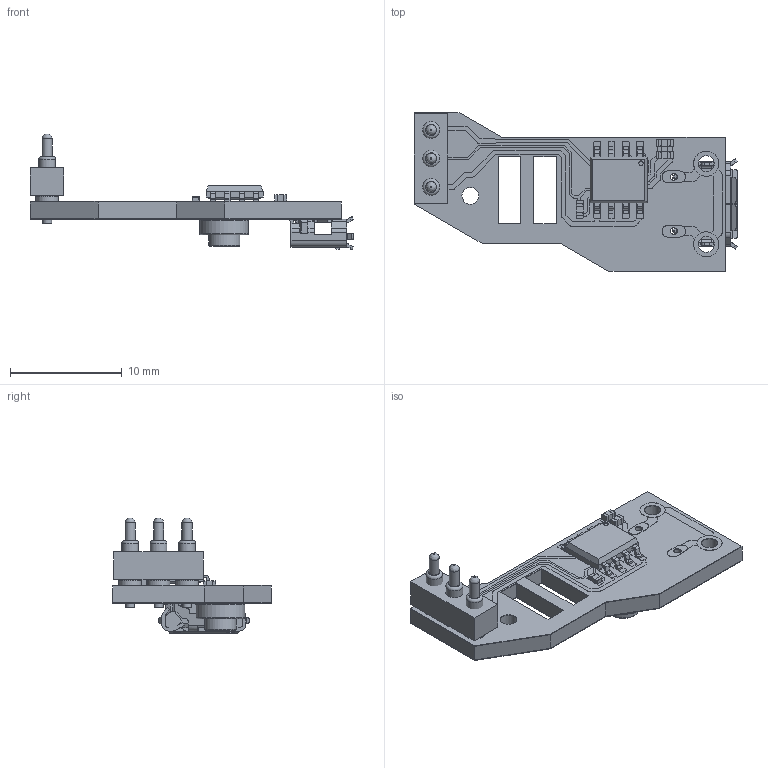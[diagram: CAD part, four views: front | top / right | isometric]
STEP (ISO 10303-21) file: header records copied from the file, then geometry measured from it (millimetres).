
FILE_DESCRIPTION(/* description */ (''),/* implementation_level */ '2;1');
FILE_NAME(/* name */ 'user_prog_jig_pcb v16.step',/* time_stamp */ '2022-04-21T18:17:34+08:00',/* author */ (''),/* organization */ (''),/* preprocessor_version */ 'ST-DEVELOPER v18.1',/* originating_system */ 'Autodesk Translation Framework v10.14.0.1471',/* authorisation */ '');
FILE_SCHEMA (('AUTOMOTIVE_DESIGN { 1 0 10303 214 3 1 1 }'));
Products named in the file (19): user_prog_jig_pcb; Board; 1-soldermask; 16-soldermask; Packages; M2X2.4SMT_STANDOFF; CAPC1005X60; 1X3_POGO_PIN_HOLDER; pogoPinv1 v7; pogoPin; pinHolder; CH330N; Model; ZX62D-B-5PA8; microusb v2; RESC1005X40; 5576505.f3d ; 1-copper; 16-copper
Assembly tree (21 placements, depth 5):
  user_prog_jig_pcb
    Board
    1-soldermask
    16-soldermask
    Packages
      M2X2.4SMT_STANDOFF
      CAPC1005X60  x2
      1X3_POGO_PIN_HOLDER
        pogoPinv1 v7
          pogoPin  x3
          pinHolder
      CH330N
        Model
      ZX62D-B-5PA8
        microusb v2
      RESC1005X40
        5576505.f3d 
    1-copper
    16-copper
Bounding box: 28.89 x 14.18 x 10.34 mm (x, y, z)
Volume: 601 mm3; surface area: 2872.3 mm2
Topology: 85 solids, 85 shells, 2208 faces, 5892 edges, 3859 vertices
Faces by surface type: plane 1602, cylinder 538, sphere 48, torus 15, bspline 5
Full cylindrical faces by diameter (mm): 0.23 x12, 0.3 x8, 0.41 x1, 0.63 x14, 0.7 x4, 0.8 x3, 0.9 x3, 1.18 x21, 1.25 x6, 1.43 x14, 1.5 x11, 1.623 x2, 2 x3, 2.074 x1, 2.8 x1, 4.35 x1
Entity records: 68527 total; most frequent: CARTESIAN_POINT 13230, ORIENTED_EDGE 11480, DIRECTION 11009, EDGE_CURVE 5740, LINE 4667, VECTOR 4667, VERTEX_POINT 3777, AXIS2_PLACEMENT_3D 3171
